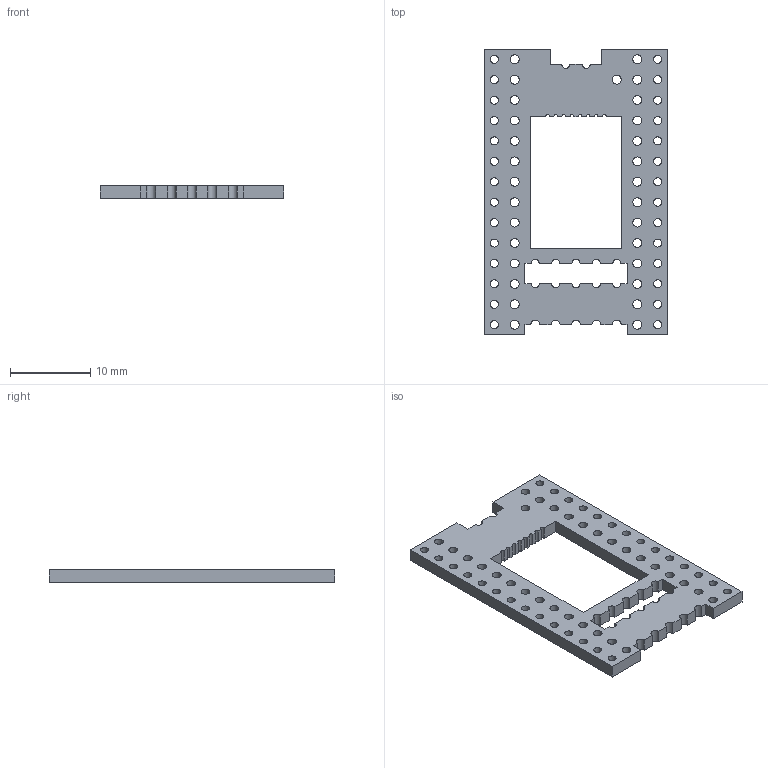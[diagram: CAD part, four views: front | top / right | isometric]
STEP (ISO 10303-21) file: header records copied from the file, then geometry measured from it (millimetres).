
FILE_DESCRIPTION(('KiCad electronic assembly'),'2;1');
FILE_NAME('teensy4_header_breakout.step','2022-10-10T13:22:04',('Pcbnew' ),('Kicad'),'Open CASCADE STEP processor 7.6', 'KiCad to STEP converter','Unknown');
FILE_SCHEMA(('AUTOMOTIVE_DESIGN { 1 0 10303 214 1 1 1 1 }'));
Length unit declared in the file: millimetre
Products named in the file (2): teensy4_header_breakout 1; teensy4_header_breakout PCB
Assembly tree (1 placements, depth 2):
  teensy4_header_breakout 1
    teensy4_header_breakout PCB
Bounding box: 22.86 x 35.56 x 1.6 mm (x, y, z)
Volume: 812.9 mm3; surface area: 1671.7 mm2
Topology: 1 solids, 1 shells, 129 faces, 381 edges, 254 vertices
Faces by surface type: cylinder 82, plane 47
Full cylindrical faces by diameter (mm): 1 x28, 1.1 x29
Entity records: 10057 total; most frequent: CARTESIAN_POINT 2562, DIRECTION 1355, LINE 765, VECTOR 765, ORIENTED_EDGE 762, PCURVE 762, DEFINITIONAL_REPRESENTATION 762, EDGE_CURVE 381
